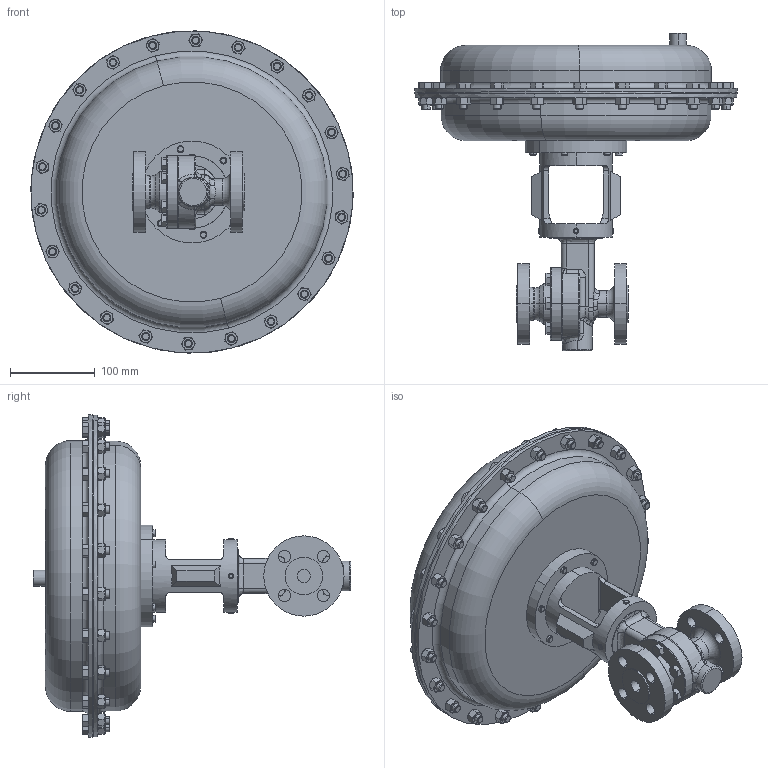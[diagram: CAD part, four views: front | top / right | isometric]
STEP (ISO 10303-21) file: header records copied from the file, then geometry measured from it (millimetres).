
FILE_DESCRIPTION (( 'STEP AP203' ), '1' );
FILE_NAME ('70-050-CS+S6-I8-85M.STEP', '2017-08-22T19:38:49', ( '' ), ( '' ), 'SwSTEP 2.0', 'SolidWorks 2014', '' );
FILE_SCHEMA (( 'CONFIG_CONTROL_DESIGN' ));
Length unit declared in the file: inch
Products named in the file (1): 70-050-CS+S6-I8-85M
Bounding box: 380.96 x 375.58 x 380.89 mm (x, y, z)
Volume: 10145473.4 mm3; surface area: 445099.4 mm2
Topology: 1 solids, 1 shells, 1149 faces, 2591 edges, 1534 vertices
Faces by surface type: cone 502, plane 426, cylinder 145, bspline 45, torus 29, sphere 2
Entity records: 37476 total; most frequent: CARTESIAN_POINT 13368, ORIENTED_EDGE 5178, DIRECTION 4667, EDGE_CURVE 2589, AXIS2_PLACEMENT_3D 1962, VERTEX_POINT 1534, EDGE_LOOP 1259, ADVANCED_FACE 1149
